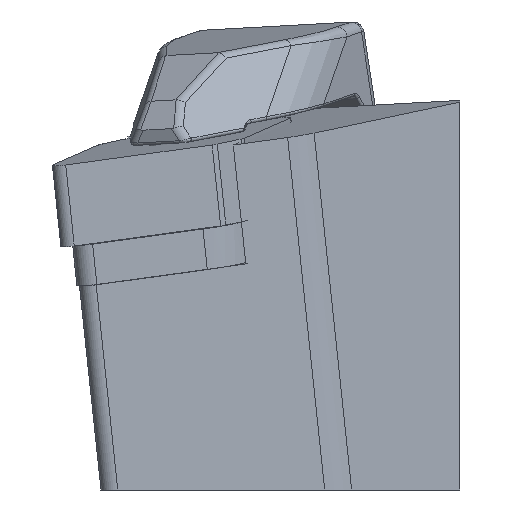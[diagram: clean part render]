
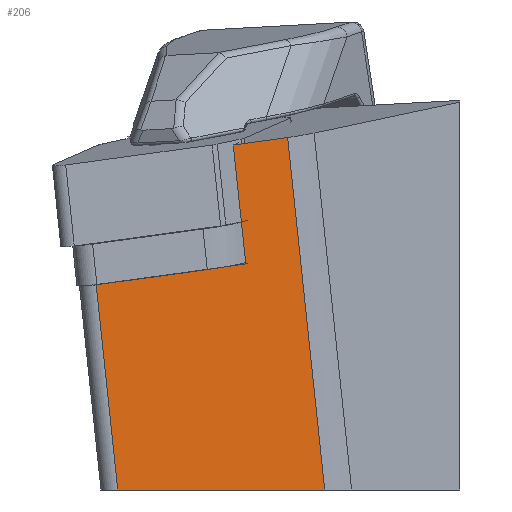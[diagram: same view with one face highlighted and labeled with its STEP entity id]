
A CAD part, left-side view. The second image highlights one B-rep face of the part: STEP entity #206.
In plain terms, the highlighted planar face has unit normal (-0.951, -0.3, -0.069).
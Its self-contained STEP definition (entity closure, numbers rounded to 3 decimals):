
#206=ADVANCED_FACE('',(#380),#330,.F.);
#330=PLANE('',#2157);
#380=FACE_OUTER_BOUND('',#498,.T.);
#498=EDGE_LOOP('',(#1006,#1007,#1008,#1009,#1010,#1011,#1012));
#621=LINE('',#3011,#788);
#626=LINE('',#3025,#793);
#657=LINE('',#3093,#824);
#658=LINE('',#3095,#825);
#659=LINE('',#3097,#826);
#660=LINE('',#3099,#827);
#661=LINE('',#3100,#828);
#788=VECTOR('',#2381,1.);
#793=VECTOR('',#2392,1.);
#824=VECTOR('',#2443,1.);
#825=VECTOR('',#2444,1.);
#826=VECTOR('',#2445,1.);
#827=VECTOR('',#2446,1.);
#828=VECTOR('',#2447,1.);
#1006=ORIENTED_EDGE('',*,*,#1805,.T.);
#1007=ORIENTED_EDGE('',*,*,#1806,.T.);
#1008=ORIENTED_EDGE('',*,*,#1807,.F.);
#1009=ORIENTED_EDGE('',*,*,#1808,.F.);
#1010=ORIENTED_EDGE('',*,*,#1770,.F.);
#1011=ORIENTED_EDGE('',*,*,#1809,.T.);
#1012=ORIENTED_EDGE('',*,*,#1764,.T.);
#1570=VERTEX_POINT('',#3009);
#1572=VERTEX_POINT('',#3012);
#1577=VERTEX_POINT('',#3024);
#1578=VERTEX_POINT('',#3026);
#1605=VERTEX_POINT('',#3094);
#1606=VERTEX_POINT('',#3096);
#1607=VERTEX_POINT('',#3098);
#1764=EDGE_CURVE('',#1572,#1570,#621,.T.);
#1770=EDGE_CURVE('',#1577,#1578,#626,.T.);
#1805=EDGE_CURVE('',#1570,#1605,#657,.T.);
#1806=EDGE_CURVE('',#1605,#1606,#658,.T.);
#1807=EDGE_CURVE('',#1607,#1606,#659,.T.);
#1808=EDGE_CURVE('',#1578,#1607,#660,.T.);
#1809=EDGE_CURVE('',#1577,#1572,#661,.T.);
#2157=AXIS2_PLACEMENT_3D('',#3101,#2448,#2449);
#2381=DIRECTION('',(-0.29,0.948,-0.13));
#2392=DIRECTION('',(0.29,-0.948,0.13));
#2443=DIRECTION('',(-0.29,0.948,-0.13));
#2444=DIRECTION('',(0.105,-0.104,-0.989));
#2445=DIRECTION('',(-0.301,0.954,0.));
#2446=DIRECTION('',(0.105,-0.104,-0.989));
#2447=DIRECTION('',(0.105,-0.104,-0.989));
#2448=DIRECTION('',(0.951,0.3,0.069));
#2449=DIRECTION('',(0.301,-0.954,0.));
#3009=CARTESIAN_POINT('',(5.599,18.183,-7.692));
#3011=CARTESIAN_POINT('',(2.543,28.188,-9.067));
#3012=CARTESIAN_POINT('',(6.088,16.582,-7.472));
#3024=CARTESIAN_POINT('',(5.113,17.552,1.756));
#3025=CARTESIAN_POINT('',(1.568,29.158,0.161));
#3026=CARTESIAN_POINT('',(6.4,13.337,2.335));
#3093=CARTESIAN_POINT('',(2.543,28.188,-9.067));
#3094=CARTESIAN_POINT('',(2.543,28.188,-9.067));
#3095=CARTESIAN_POINT('',(5.707,25.042,-39.006));
#3096=CARTESIAN_POINT('',(4.227,26.514,-25.));
#3097=CARTESIAN_POINT('',(4.783,24.75,-25.));
#3098=CARTESIAN_POINT('',(9.289,10.465,-25.));
#3099=CARTESIAN_POINT('',(10.539,9.221,-36.833));
#3100=CARTESIAN_POINT('',(5.043,17.622,2.418));
#3101=CARTESIAN_POINT('',(5.707,25.042,-39.006));
